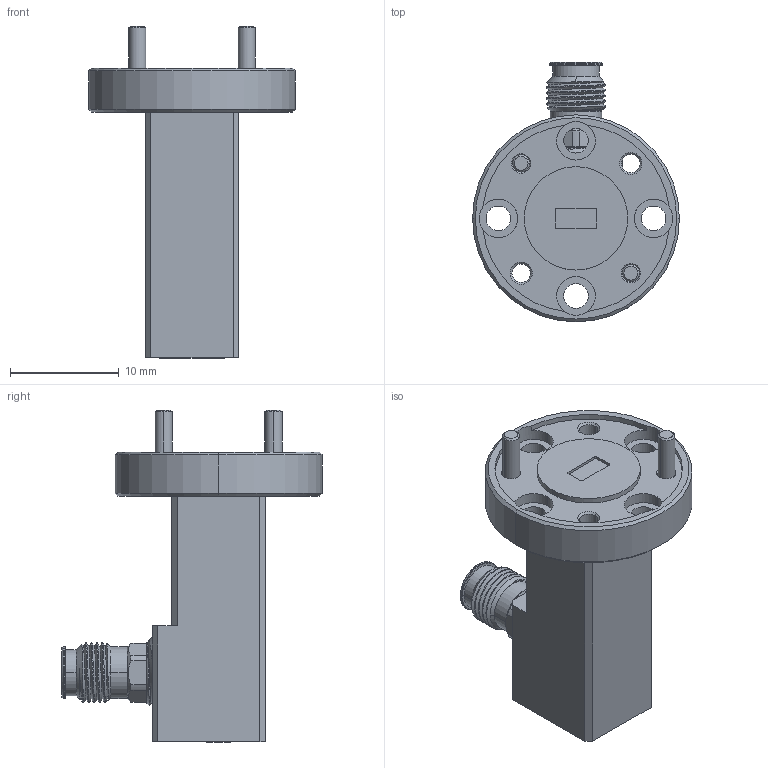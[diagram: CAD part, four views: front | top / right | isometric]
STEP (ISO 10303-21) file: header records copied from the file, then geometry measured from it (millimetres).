
FILE_DESCRIPTION (( 'STEP AP203' ), '1' );
FILE_NAME ('SWC-15EF-R1.STEP', '2023-07-03T18:58:21', ( '' ), ( '' ), 'SwSTEP 2.0', 'SolidWorks 2021', '' );
FILE_SCHEMA (( 'CONFIG_CONTROL_DESIGN' ));
Length unit declared in the file: inch
Products named in the file (1): SWC-15EF-R1
Bounding box: 19.05 x 23.94 x 30.57 mm (x, y, z)
Volume: 2990 mm3; surface area: 2062.7 mm2
Topology: 3 solids, 3 shells, 179 faces, 445 edges, 284 vertices
Faces by surface type: cylinder 66, plane 54, cone 47, bspline 12
Entity records: 7989 total; most frequent: CARTESIAN_POINT 3681, ORIENTED_EDGE 890, DIRECTION 884, EDGE_CURVE 445, AXIS2_PLACEMENT_3D 346, VERTEX_POINT 284, EDGE_LOOP 207, VECTOR 192
